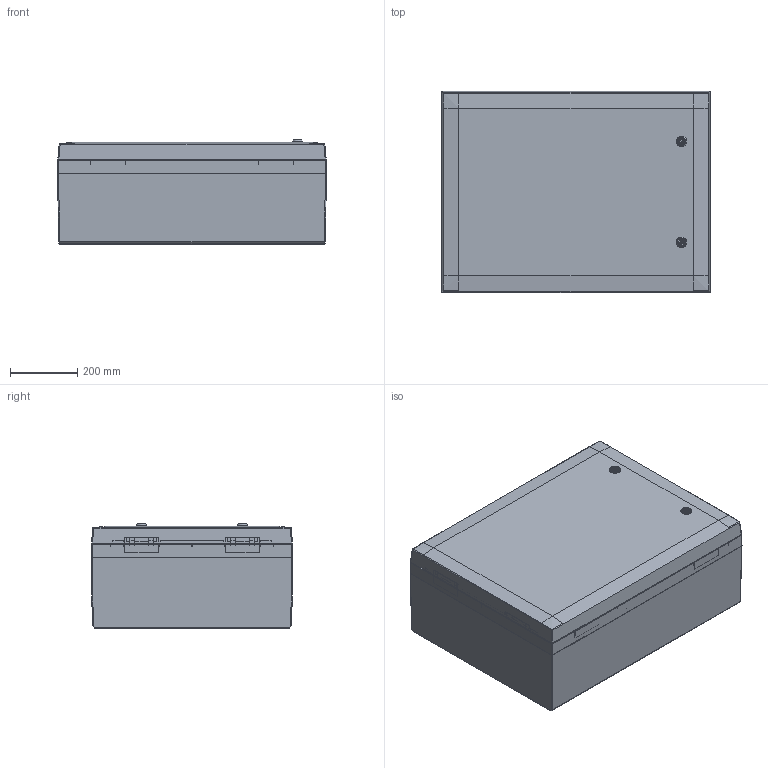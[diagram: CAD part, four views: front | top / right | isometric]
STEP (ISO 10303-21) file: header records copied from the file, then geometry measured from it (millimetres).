
FILE_DESCRIPTION (( 'STEP AP203' ), '1' );
FILE_NAME ('ARCA 608030 with MPS.STEP', '2022-05-30T08:53:05', ( '' ), ( '' ), 'SwSTEP 2.0', 'SolidWorks 2021', '' );
FILE_SCHEMA (( 'CONFIG_CONTROL_DESIGN' ));
Length unit declared in the file: millimetre
Products named in the file (9): ARCA 608030 with MPS; ARCA IEC DB mid lock cam open; MPS 8060; 806030 base frame; Cabinet 608005 Cover; 806030 base bottom; Cabinet hinge mid size; ARCA IEC DB mid; Cabinet806030base
Assembly tree (11 placements, depth 3):
  ARCA 608030 with MPS
    Cabinet806030base
      806030 base bottom
      806030 base frame
    Cabinet hinge mid size  x2
    Cabinet 608005 Cover
    ARCA IEC DB mid  x2
    ARCA IEC DB mid lock cam open  x2
    MPS 8060
Bounding box: 800 x 600 x 309.8 mm (x, y, z)
Volume: 11128823.3 mm3; surface area: 5717348.8 mm2
Topology: 32 solids, 32 shells, 5082 faces, 13090 edges, 8458 vertices
Faces by surface type: plane 3061, cylinder 793, bspline 664, cone 508, torus 32, sphere 24
Entity records: 142805 total; most frequent: CARTESIAN_POINT 48887, ORIENTED_EDGE 20282, DIRECTION 17287, EDGE_CURVE 10141, LINE 7035, VECTOR 7035, VERTEX_POINT 6637, AXIS2_PLACEMENT_3D 5126
